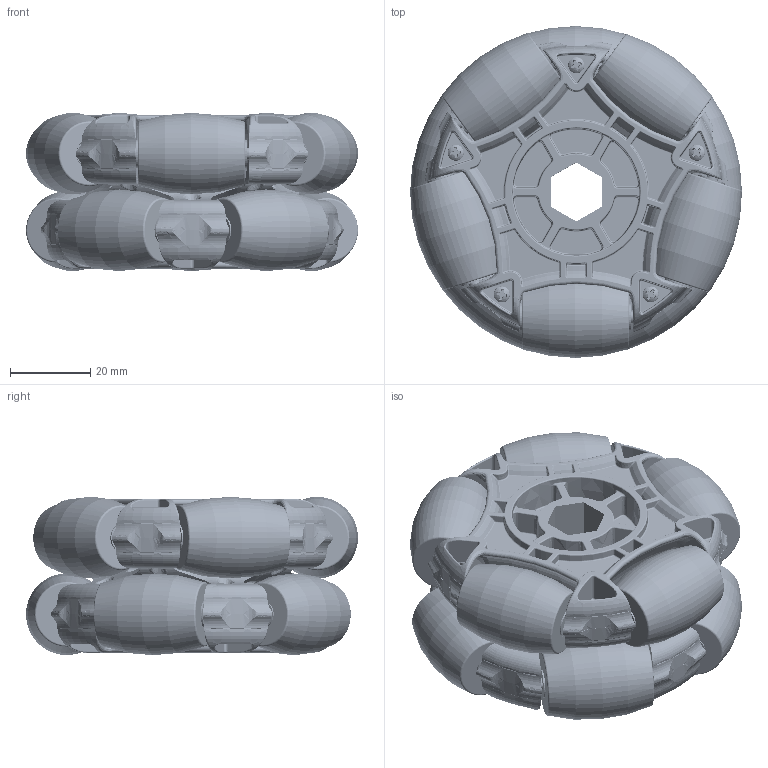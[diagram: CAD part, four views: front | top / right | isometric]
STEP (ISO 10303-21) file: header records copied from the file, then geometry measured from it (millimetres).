
FILE_DESCRIPTION (( 'STEP AP214' ), '1' );
FILE_NAME ('217-4775-STEP-20151021.STEP', '2015-10-21T16:12:01', ( '' ), ( '' ), 'SwSTEP 2.0', 'SolidWorks 2015', '' );
FILE_SCHEMA (( 'AUTOMOTIVE_DESIGN' ));
Length unit declared in the file: millimetre
Products named in the file (8): 217-4775-004 Rev1_Smooth; 217-4775-005 Rev1; 217-4775-STEP-20151021; 217-4775-007 Rev1; 217-4775-001 Rev5; 217-2584-007 Rev1_90116A020; 217-2584-009 Rev1; 217-4775-003 Rev5
Assembly tree (63 placements, depth 2):
  217-4775-STEP-20151021
    217-4775-001 Rev5
    217-4775-003 Rev5  x2
    217-4775-004 Rev1_Smooth  x10
    217-4775-005 Rev1  x10
    217-4775-007 Rev1  x10
    217-2584-009 Rev1  x20
    217-2584-007 Rev1_90116A020  x10
Bounding box: 82.54 x 82.53 x 39.33 mm (x, y, z)
Volume: 127127.4 mm3; surface area: 78632.1 mm2
Topology: 63 solids, 63 shells, 5391 faces, 12798 edges, 7387 vertices
Faces by surface type: bspline 1682, torus 1168, plane 857, cylinder 730, cone 640, sphere 314
Entity records: 151894 total; most frequent: CARTESIAN_POINT 87736, ORIENTED_EDGE 14754, DIRECTION 11746, EDGE_CURVE 7377, AXIS2_PLACEMENT_3D 5310, VERTEX_POINT 4296, EDGE_LOOP 3235, CIRCLE 3234
